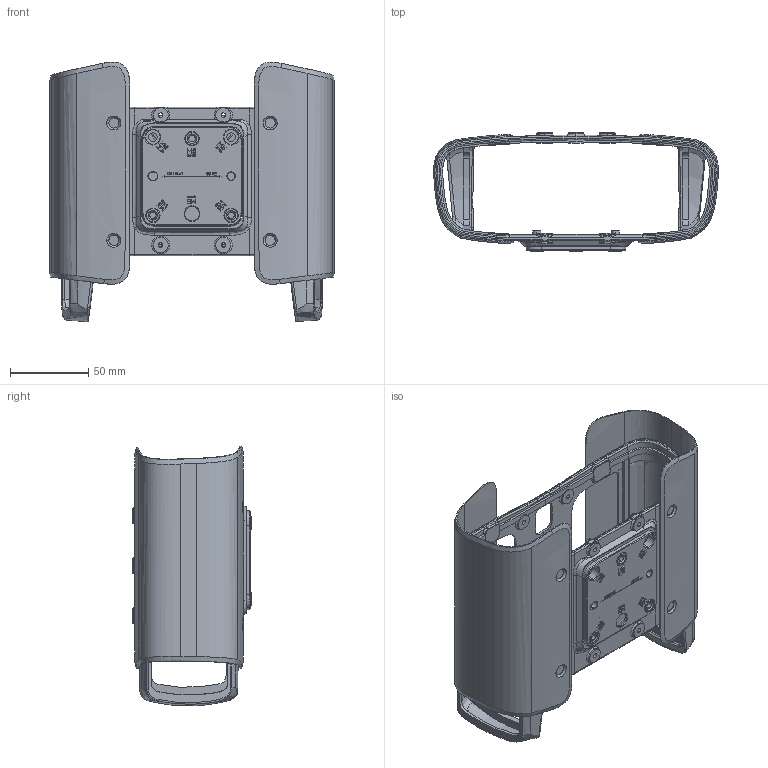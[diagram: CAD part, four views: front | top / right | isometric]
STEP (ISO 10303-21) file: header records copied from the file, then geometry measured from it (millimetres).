
FILE_DESCRIPTION (( 'STEP AP203' ), '1' );
FILE_NAME ('820-00062-2.1 Zivid Two Protective Housing.STEP', '2025-05-09T07:11:34', ( '' ), ( '' ), 'SwSTEP 2.0', 'SolidWorks 2024', '' );
FILE_SCHEMA (( 'CONFIG_CONTROL_DESIGN' ));
Products named in the file (1): 820-00062-2.1 Zivid Two Protective Housing
Bounding box: 182.04 x 75.5 x 166 mm (x, y, z)
Volume: 189243 mm3; surface area: 155649.7 mm2
Topology: 3 solids, 10 shells, 1884 faces, 5031 edges, 3206 vertices
Faces by surface type: plane 857, bspline 740, cylinder 223, cone 42, torus 22
Entity records: 116063 total; most frequent: CARTESIAN_POINT 74996, ORIENTED_EDGE 10050, DIRECTION 5868, EDGE_CURVE 5025, VERTEX_POINT 3206, VECTOR 2512, LINE 2512, EDGE_LOOP 1997
